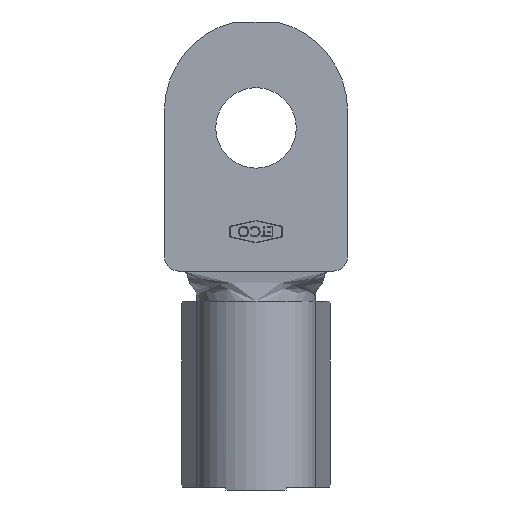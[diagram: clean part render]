
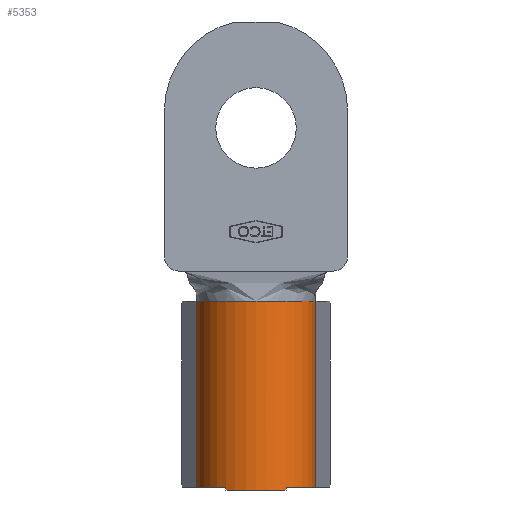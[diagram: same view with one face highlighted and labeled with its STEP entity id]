
A CAD part, front view. The second image highlights one B-rep face of the part: STEP entity #5353.
In plain terms, the highlighted cylindrical face has radius 5.334 mm (diameter 10.668 mm), a partial arc.
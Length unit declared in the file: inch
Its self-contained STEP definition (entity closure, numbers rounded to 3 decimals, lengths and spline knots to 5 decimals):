
#191 = ORIENTED_EDGE ( 'NONE', *, *, #4120, .F. ) ;
#201 = ORIENTED_EDGE ( 'NONE', *, *, #3567, .F. ) ;
#225 = CARTESIAN_POINT ( 'NONE',  ( 0., 0., 0. ) ) ;
#258 = CIRCLE ( 'NONE', #3433, 0.21 ) ;
#282 = DIRECTION ( 'NONE',  ( 0., 0., 1. ) ) ;
#314 = AXIS2_PLACEMENT_3D ( 'NONE', #4611, #6126, #2549 ) ;
#328 = ORIENTED_EDGE ( 'NONE', *, *, #2677, .F. ) ;
#608 = CIRCLE ( 'NONE', #5686, 0.21 ) ;
#742 = ORIENTED_EDGE ( 'NONE', *, *, #3446, .T. ) ;
#809 = DIRECTION ( 'NONE',  ( 1., 0., 0. ) ) ;
#862 = CARTESIAN_POINT ( 'NONE',  ( 0., 0., 0.65 ) ) ;
#979 = ORIENTED_EDGE ( 'NONE', *, *, #3612, .T. ) ;
#1014 = CARTESIAN_POINT ( 'NONE',  ( -0.105, -0.18187, -0.01 ) ) ;
#1139 = AXIS2_PLACEMENT_3D ( 'NONE', #2300, #2068, #2049 ) ;
#1186 = VECTOR ( 'NONE', #5270, 39.37008 ) ;
#1442 = CARTESIAN_POINT ( 'NONE',  ( -0.105, -0.18187, 0. ) ) ;
#1474 = DIRECTION ( 'NONE',  ( 1., 0., 0. ) ) ;
#1554 = CARTESIAN_POINT ( 'NONE',  ( 0.20666, -0.0373, 0. ) ) ;
#1590 = CARTESIAN_POINT ( 'NONE',  ( -0.20666, -0.0373, 0. ) ) ;
#1733 = ORIENTED_EDGE ( 'NONE', *, *, #2144, .T. ) ;
#1982 = VECTOR ( 'NONE', #2964, 39.37008 ) ;
#2049 = DIRECTION ( 'NONE',  ( -1., 0., 0. ) ) ;
#2068 = DIRECTION ( 'NONE',  ( 0., 0., -1. ) ) ;
#2144 = EDGE_CURVE ( 'NONE', #3021, #5565, #2248, .T. ) ;
#2159 = ORIENTED_EDGE ( 'NONE', *, *, #4291, .F. ) ;
#2248 = LINE ( 'NONE', #5281, #6185 ) ;
#2300 = CARTESIAN_POINT ( 'NONE',  ( 0., 0., -0.01 ) ) ;
#2486 = FACE_OUTER_BOUND ( 'NONE', #5014, .T. ) ;
#2496 = VERTEX_POINT ( 'NONE', #1554 ) ;
#2549 = DIRECTION ( 'NONE',  ( -1., 0., 0. ) ) ;
#2677 = EDGE_CURVE ( 'NONE', #4152, #4272, #6483, .T. ) ;
#2701 = CARTESIAN_POINT ( 'NONE',  ( -0.20666, -0.0373, 0.65 ) ) ;
#2827 = LINE ( 'NONE', #4893, #5399 ) ;
#2921 = CARTESIAN_POINT ( 'NONE',  ( 0.20666, -0.0373, 0.65 ) ) ;
#2964 = DIRECTION ( 'NONE',  ( 0., 0., -1. ) ) ;
#3021 = VERTEX_POINT ( 'NONE', #2701 ) ;
#3433 = AXIS2_PLACEMENT_3D ( 'NONE', #3601, #282, #4108 ) ;
#3446 = EDGE_CURVE ( 'NONE', #4152, #3899, #2827, .T. ) ;
#3567 = EDGE_CURVE ( 'NONE', #5429, #2496, #5937, .T. ) ;
#3601 = CARTESIAN_POINT ( 'NONE',  ( 0., 0., 0. ) ) ;
#3612 = EDGE_CURVE ( 'NONE', #5565, #5352, #258, .T. ) ;
#3899 = VERTEX_POINT ( 'NONE', #4010 ) ;
#4010 = CARTESIAN_POINT ( 'NONE',  ( 0.105, -0.18187, 0. ) ) ;
#4059 = DIRECTION ( 'NONE',  ( 0., 0., 1. ) ) ;
#4108 = DIRECTION ( 'NONE',  ( 1., 0., 0. ) ) ;
#4120 = EDGE_CURVE ( 'NONE', #3021, #5429, #608, .T. ) ;
#4152 = VERTEX_POINT ( 'NONE', #5185 ) ;
#4216 = CARTESIAN_POINT ( 'NONE',  ( -0.105, -0.18187, -0.01 ) ) ;
#4272 = VERTEX_POINT ( 'NONE', #4216 ) ;
#4291 = EDGE_CURVE ( 'NONE', #4272, #5352, #6391, .T. ) ;
#4611 = CARTESIAN_POINT ( 'NONE',  ( 0., 0., 0.65 ) ) ;
#4631 = DIRECTION ( 'NONE',  ( 0., 0., 1. ) ) ;
#4893 = CARTESIAN_POINT ( 'NONE',  ( 0.105, -0.18187, -0.01 ) ) ;
#4917 = DIRECTION ( 'NONE',  ( 0., 0., 1. ) ) ;
#5014 = EDGE_LOOP ( 'NONE', ( #979, #2159, #328, #742, #5609, #201, #191, #1733 ) ) ;
#5146 = DIRECTION ( 'NONE',  ( 0., 0., -1. ) ) ;
#5185 = CARTESIAN_POINT ( 'NONE',  ( 0.105, -0.18187, -0.01 ) ) ;
#5270 = DIRECTION ( 'NONE',  ( 0., 0., 1. ) ) ;
#5277 = EDGE_CURVE ( 'NONE', #3899, #2496, #5539, .T. ) ;
#5281 = CARTESIAN_POINT ( 'NONE',  ( -0.20666, -0.0373, 0.65 ) ) ;
#5352 = VERTEX_POINT ( 'NONE', #1442 ) ;
#5353 = ADVANCED_FACE ( 'NONE', ( #2486 ), #6375, .T. ) ;
#5399 = VECTOR ( 'NONE', #4917, 39.37008 ) ;
#5429 = VERTEX_POINT ( 'NONE', #5650 ) ;
#5496 = AXIS2_PLACEMENT_3D ( 'NONE', #225, #4059, #809 ) ;
#5539 = CIRCLE ( 'NONE', #5496, 0.21 ) ;
#5565 = VERTEX_POINT ( 'NONE', #1590 ) ;
#5609 = ORIENTED_EDGE ( 'NONE', *, *, #5277, .T. ) ;
#5650 = CARTESIAN_POINT ( 'NONE',  ( 0.20666, -0.0373, 0.65 ) ) ;
#5686 = AXIS2_PLACEMENT_3D ( 'NONE', #862, #4631, #1474 ) ;
#5937 = LINE ( 'NONE', #2921, #1982 ) ;
#6126 = DIRECTION ( 'NONE',  ( 0., 0., -1. ) ) ;
#6185 = VECTOR ( 'NONE', #5146, 39.37008 ) ;
#6375 = CYLINDRICAL_SURFACE ( 'NONE', #314, 0.21 ) ;
#6391 = LINE ( 'NONE', #1014, #1186 ) ;
#6483 = CIRCLE ( 'NONE', #1139, 0.21 ) ;
